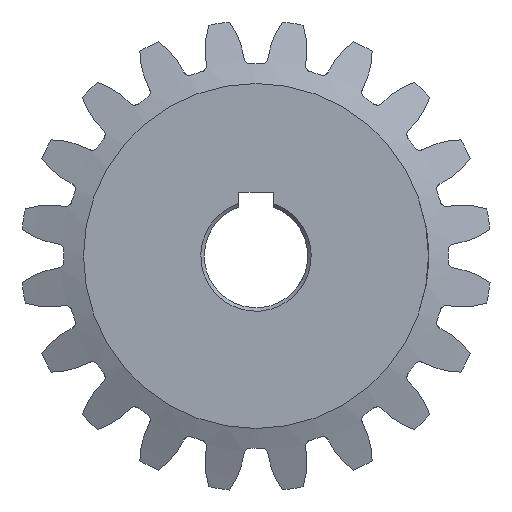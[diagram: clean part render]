
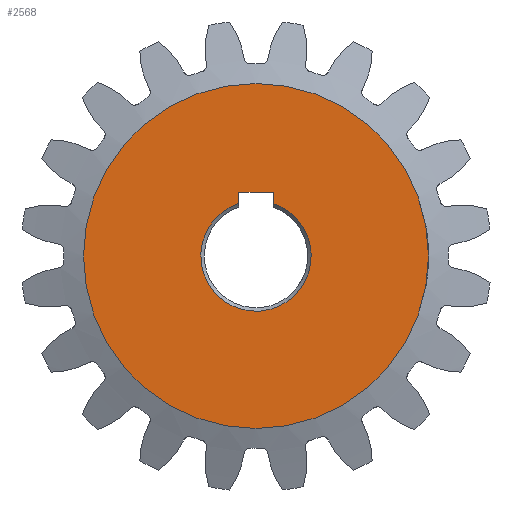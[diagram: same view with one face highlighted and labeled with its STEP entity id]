
A CAD part, front view. The second image highlights one B-rep face of the part: STEP entity #2568.
In plain terms, the highlighted planar face has unit normal (0, -1, 0).
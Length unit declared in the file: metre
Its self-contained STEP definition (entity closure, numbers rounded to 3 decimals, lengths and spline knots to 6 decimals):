
#19=PLANE('',#2682);
#65=CIRCLE('',#2683,0.0064);
#66=CIRCLE('',#2684,0.02);
#244=LINE('',#7941,#335);
#245=LINE('',#7946,#336);
#246=LINE('',#7948,#337);
#335=VECTOR('',#2978,1.);
#336=VECTOR('',#2981,1.);
#337=VECTOR('',#2982,1.);
#752=ORIENTED_EDGE('',*,*,#1492,.T.);
#753=ORIENTED_EDGE('',*,*,#1493,.F.);
#754=ORIENTED_EDGE('',*,*,#1494,.T.);
#755=ORIENTED_EDGE('',*,*,#1495,.T.);
#756=ORIENTED_EDGE('',*,*,#1496,.T.);
#1492=EDGE_CURVE('',#1821,#1822,#244,.T.);
#1493=EDGE_CURVE('',#1823,#1822,#65,.T.);
#1494=EDGE_CURVE('',#1823,#1824,#245,.T.);
#1495=EDGE_CURVE('',#1824,#1821,#246,.T.);
#1496=EDGE_CURVE('',#1825,#1825,#66,.T.);
#1821=VERTEX_POINT('',#7942);
#1822=VERTEX_POINT('',#7943);
#1823=VERTEX_POINT('',#7945);
#1824=VERTEX_POINT('',#7947);
#1825=VERTEX_POINT('',#7950);
#2183=EDGE_LOOP('',(#752,#753,#754,#755));
#2184=EDGE_LOOP('',(#756));
#2334=FACE_BOUND('',#2183,.T.);
#2335=FACE_BOUND('',#2184,.T.);
#2568=ADVANCED_FACE('',(#2334,#2335),#19,.F.);
#2682=AXIS2_PLACEMENT_3D('',#7940,#2976,#2977);
#2683=AXIS2_PLACEMENT_3D('',#7944,#2979,#2980);
#2684=AXIS2_PLACEMENT_3D('',#7949,#2983,#2984);
#2976=DIRECTION('',(0.,1.,0.));
#2977=DIRECTION('',(0.,0.,1.));
#2978=DIRECTION('',(0.,0.,-1.));
#2979=DIRECTION('',(0.,-1.,0.));
#2980=DIRECTION('',(0.,0.,-1.));
#2981=DIRECTION('',(0.,0.,1.));
#2982=DIRECTION('',(1.,0.,0.));
#2983=DIRECTION('',(0.,-1.,0.));
#2984=DIRECTION('',(0.,0.,-1.));
#7940=CARTESIAN_POINT('',(0.,0.,0.02));
#7941=CARTESIAN_POINT('',(0.002011,0.,0.0137));
#7942=CARTESIAN_POINT('',(0.002011,0.,0.0074));
#7943=CARTESIAN_POINT('',(0.002011,0.,0.006076));
#7944=CARTESIAN_POINT('',(0.,0.,0.));
#7945=CARTESIAN_POINT('',(-0.001989,0.,0.006083));
#7946=CARTESIAN_POINT('',(-0.001989,0.,0.0127));
#7947=CARTESIAN_POINT('',(-0.001989,0.,0.0074));
#7948=CARTESIAN_POINT('',(-0.000995,0.,0.0074));
#7949=CARTESIAN_POINT('',(0.,0.,0.));
#7950=CARTESIAN_POINT('',(0.,0.,-0.02));
